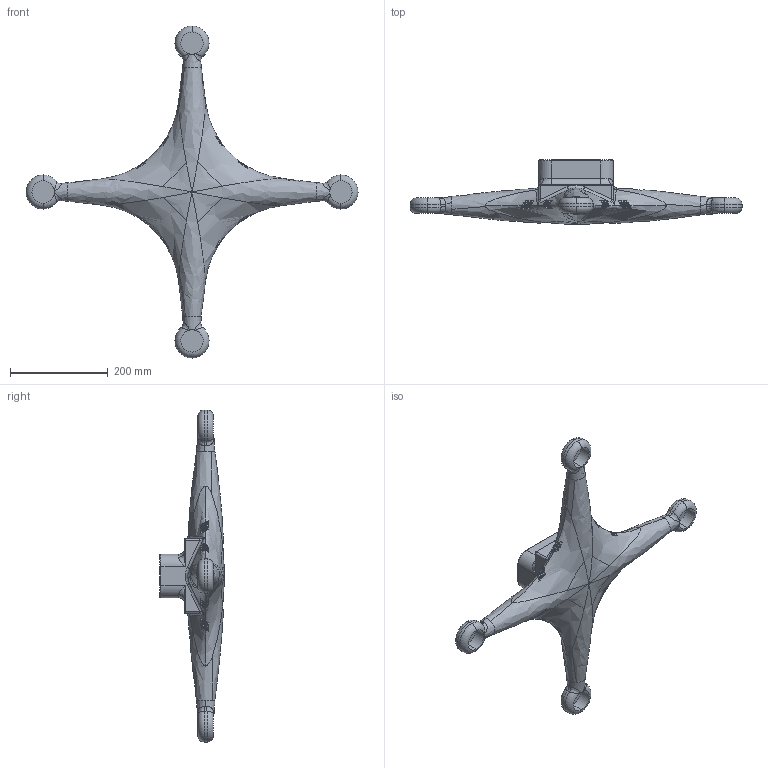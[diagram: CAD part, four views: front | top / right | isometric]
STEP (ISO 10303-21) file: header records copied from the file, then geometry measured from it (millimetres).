
FILE_DESCRIPTION (( 'STEP AP203' ), '1' );
FILE_NAME ('Frame_Default_sldprt.STEP', '2024-10-20T16:50:24', ( '' ), ( '' ), 'SwSTEP 2.0', 'SolidWorks 2024', '' );
FILE_SCHEMA (( 'CONFIG_CONTROL_DESIGN' ));
Length unit declared in the file: millimetre
Products named in the file (1): Frame_Default_sldprt
Bounding box: 679.45 x 132.08 x 679.45 mm (x, y, z)
Volume: 4926615.8 mm3; surface area: 351592.5 mm2
Topology: 1 solids, 1 shells, 351 faces, 954 edges, 601 vertices
Faces by surface type: plane 187, bspline 77, cylinder 55, torus 30, cone 2
Entity records: 23406 total; most frequent: CARTESIAN_POINT 15600, ORIENTED_EDGE 1892, DIRECTION 1247, EDGE_CURVE 946, VERTEX_POINT 601, AXIS2_PLACEMENT_3D 456, B_SPLINE_CURVE_WITH_KNOTS 390, EDGE_LOOP 355
